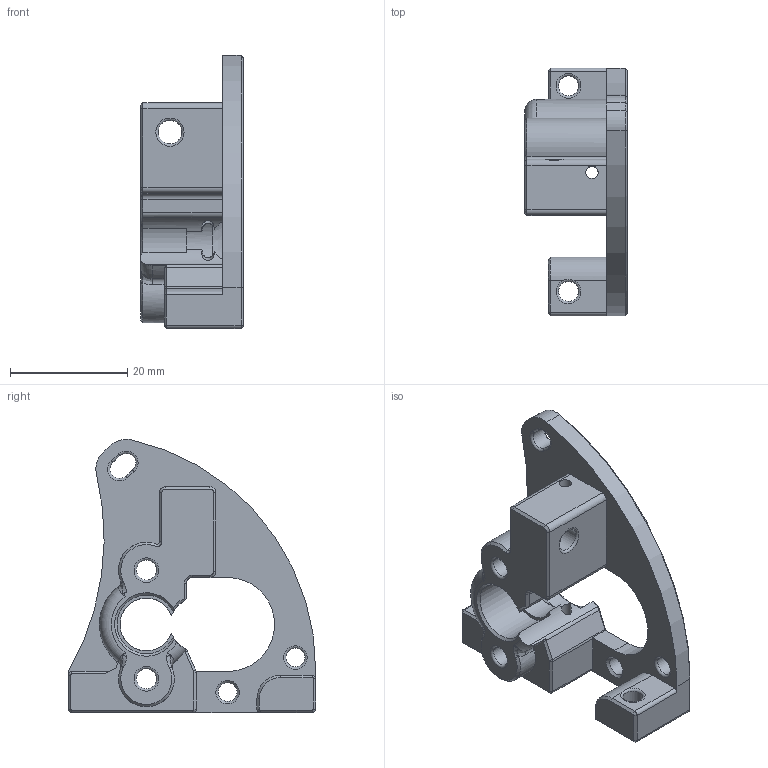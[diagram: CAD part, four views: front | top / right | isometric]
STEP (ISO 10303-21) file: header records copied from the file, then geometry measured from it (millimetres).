
FILE_DESCRIPTION(/* description */ (''),/* implementation_level */ '2;1');
FILE_NAME(/* name */ 'Mid-R.stp',/* time_stamp */ '2021-02-06T19:18:04-08:00',/* author */ (''),/* organization */ (''),/* preprocessor_version */ 'ST-DEVELOPER v18.1',/* originating_system */ 'Autodesk Translation Framework v9.7.0.1280',/* authorisation */ '');
FILE_SCHEMA (('AUTOMOTIVE_DESIGN { 1 0 10303 214 3 1 1 }'));
Length unit declared in the file: millimetre
Products named in the file (1): Mid
Bounding box: 17.5 x 42.13 x 46.51 mm (x, y, z)
Volume: 9183 mm3; surface area: 6405.9 mm2
Topology: 1 solids, 1 shells, 183 faces, 468 edges, 284 vertices
Faces by surface type: cylinder 55, plane 54, cone 45, torus 16, bspline 13
Full cylindrical faces by diameter (mm): 2.1 x2, 3.2 x2, 3.4 x4, 4 x5, 4.2 x1, 8 x1
Entity records: 6146 total; most frequent: CARTESIAN_POINT 1646, DIRECTION 955, ORIENTED_EDGE 932, EDGE_CURVE 466, AXIS2_PLACEMENT_3D 375, VERTEX_POINT 284, LINE 205, VECTOR 205
